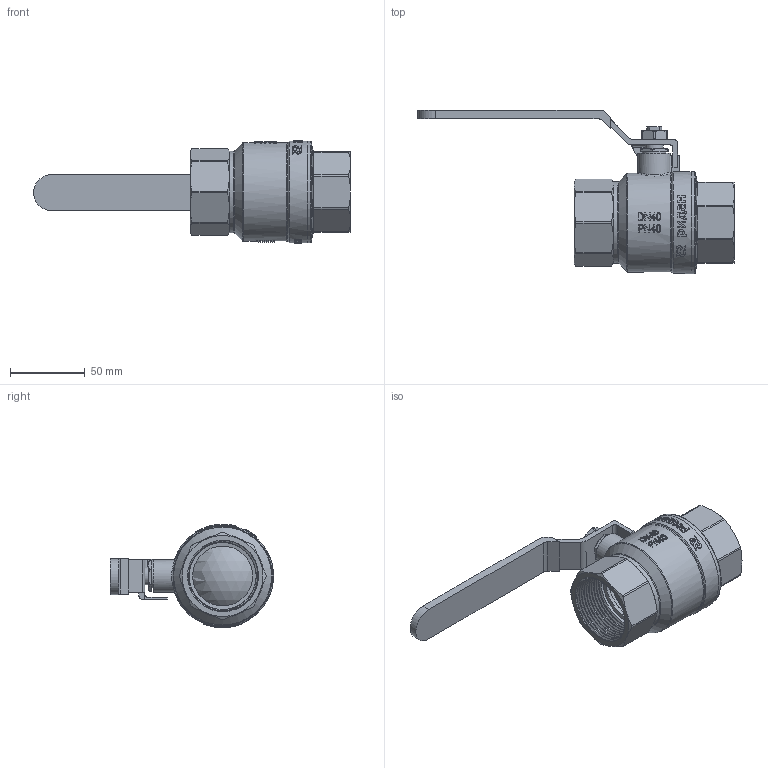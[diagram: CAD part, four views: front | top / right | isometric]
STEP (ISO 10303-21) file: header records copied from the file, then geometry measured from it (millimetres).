
FILE_DESCRIPTION(/* description */ (''),/* implementation_level */ '2;1');
FILE_NAME(/* name */ '065B8311R RD DN40 Ball Valve.stp',/* time_stamp */ '2023-05-19T13:45:46+08:00',/* author */ ('ywy96'),/* organization */ (''),/* preprocessor_version */ 'ST-DEVELOPER v18.1',/* originating_system */ 'Autodesk Inventor 2022',/* authorisation */ '');
FILE_SCHEMA (('AUTOMOTIVE_DESIGN { 1 0 10303 214 3 1 1 }'));
Length unit declared in the file: millimetre
Products named in the file (12): DN40 内螺纹球阀; G1 1/2内螺纹阀体; G1 1/2“内螺纹八角阀座; G1 1/2"&G2"; G1 1/2"&G2"_1; DN40 DN50填料; G1 1/2”不锈钢三通阀球; Ø48.7×4.5; G1 1/2阀杆; G1 1/2"&G2"压帽; M10; Oring 10.8×2.4
Assembly tree (12 placements, depth 2):
  DN40 内螺纹球阀
    G1 1/2内螺纹阀体
    G1 1/2“内螺纹八角阀座
    G1 1/2"&G2"
    G1 1/2"&G2"_1
    DN40 DN50填料
    G1 1/2”不锈钢三通阀球
    Ø48.7×4.5  x2
    G1 1/2阀杆
    G1 1/2"&G2"压帽
    M10
    Oring 10.8×2.4
Bounding box: 211.5 x 108.85 x 69 mm (x, y, z)
Volume: 130308.2 mm3; surface area: 119483 mm2
Topology: 14 solids, 14 shells, 1088 faces, 2891 edges, 1894 vertices
Faces by surface type: plane 530, bspline 294, cylinder 168, cone 70, torus 24, sphere 2
Full cylindrical faces by diameter (mm): 9 x1, 10.9 x1, 12 x2, 12.1 x2, 14 x1, 14.1 x1, 16 x2, 16.4 x1, 16.5 x5, 18 x2, 20 x2, 22 x1, 40 x3, 40.5 x2, 44 x1, 44.845 x18, 48.7 x4, 54 x1, 54.5 x1, 57 x1, 61.5 x9, 63 x8, 63.5 x1, 66 x1, 68 x2
Entity records: 52304 total; most frequent: CARTESIAN_POINT 25898, ORIENTED_EDGE 5744, DIRECTION 4198, EDGE_CURVE 2872, VERTEX_POINT 1884, LINE 1476, VECTOR 1476, AXIS2_PLACEMENT_3D 1361
